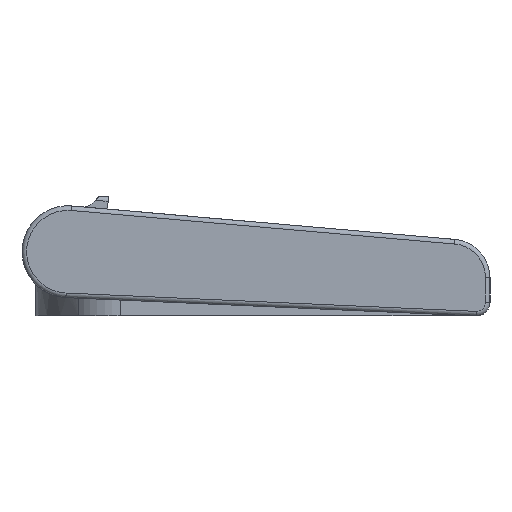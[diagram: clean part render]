
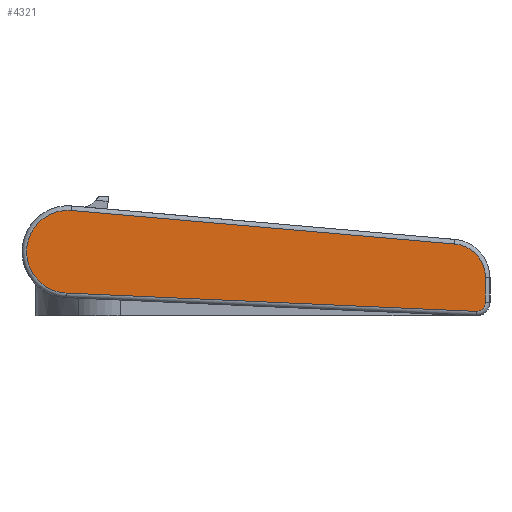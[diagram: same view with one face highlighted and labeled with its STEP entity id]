
A CAD part, left-side view. The second image highlights one B-rep face of the part: STEP entity #4321.
In plain terms, the highlighted planar face has unit normal (-1, 0, 0).
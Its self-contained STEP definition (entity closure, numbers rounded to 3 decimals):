
#107=PLANE('',#4765);
#285=FACE_OUTER_BOUND('',#542,.T.);
#542=EDGE_LOOP('',(#3534,#3535,#3536,#3537,#3538,#3539));
#846=CIRCLE('',#4749,13.5);
#850=CIRCLE('',#4755,11.);
#853=CIRCLE('',#4760,3.);
#1148=LINE('',#7193,#1572);
#1150=LINE('',#7218,#1574);
#1152=LINE('',#7230,#1576);
#1572=VECTOR('',#5751,10.);
#1574=VECTOR('',#5767,10.);
#1576=VECTOR('',#5781,10.);
#2109=VERTEX_POINT('',#7191);
#2110=VERTEX_POINT('',#7192);
#2113=VERTEX_POINT('',#7211);
#2114=VERTEX_POINT('',#7216);
#2115=VERTEX_POINT('',#7220);
#2117=VERTEX_POINT('',#7226);
#2621=EDGE_CURVE('',#2109,#2110,#1148,.T.);
#2627=EDGE_CURVE('',#2110,#2113,#846,.T.);
#2629=EDGE_CURVE('',#2113,#2114,#1150,.T.);
#2632=EDGE_CURVE('',#2114,#2115,#850,.T.);
#2635=EDGE_CURVE('',#2115,#2117,#1152,.T.);
#2637=EDGE_CURVE('',#2117,#2109,#853,.T.);
#3534=ORIENTED_EDGE('',*,*,#2621,.F.);
#3535=ORIENTED_EDGE('',*,*,#2637,.F.);
#3536=ORIENTED_EDGE('',*,*,#2635,.F.);
#3537=ORIENTED_EDGE('',*,*,#2632,.F.);
#3538=ORIENTED_EDGE('',*,*,#2629,.F.);
#3539=ORIENTED_EDGE('',*,*,#2627,.F.);
#4321=ADVANCED_FACE('',(#285),#107,.T.);
#4749=AXIS2_PLACEMENT_3D('',#7214,#5761,#5762);
#4755=AXIS2_PLACEMENT_3D('',#7224,#5774,#5775);
#4760=AXIS2_PLACEMENT_3D('',#7233,#5786,#5787);
#4765=AXIS2_PLACEMENT_3D('',#7247,#5802,#5803);
#5751=DIRECTION('',(0.,0.999,0.045));
#5761=DIRECTION('center_axis',(1.,0.,0.));
#5762=DIRECTION('ref_axis',(0.,0.998,0.066));
#5767=DIRECTION('',(0.,-0.996,-0.087));
#5774=DIRECTION('center_axis',(1.,0.,0.));
#5775=DIRECTION('ref_axis',(0.,-0.737,0.676));
#5781=DIRECTION('',(0.,0.,-1.));
#5786=DIRECTION('center_axis',(1.,0.,0.));
#5787=DIRECTION('ref_axis',(0.,-0.707,-0.707));
#5802=DIRECTION('center_axis',(-1.,0.,0.));
#5803=DIRECTION('ref_axis',(0.,0.996,0.087));
#7191=CARTESIAN_POINT('',(-5.525,-135.347,-2.5));
#7192=CARTESIAN_POINT('',(-5.525,-1.472,3.49));
#7193=CARTESIAN_POINT('',(-5.525,-70.138,0.418));
#7211=CARTESIAN_POINT('',(-5.525,-3.252,30.425));
#7214=CARTESIAN_POINT('Origin',(-5.525,-2.076,16.976));
#7216=CARTESIAN_POINT('',(-5.525,-128.276,19.487));
#7218=CARTESIAN_POINT('',(-5.525,-103.909,21.618));
#7220=CARTESIAN_POINT('',(-5.525,-138.317,8.528));
#7224=CARTESIAN_POINT('Origin',(-5.525,-127.317,8.528));
#7226=CARTESIAN_POINT('',(-5.525,-138.317,0.5));
#7230=CARTESIAN_POINT('',(-5.525,-138.317,19.983));
#7233=CARTESIAN_POINT('Origin',(-5.525,-135.317,0.5));
#7247=CARTESIAN_POINT('Origin',(-5.525,-139.817,19.983));
